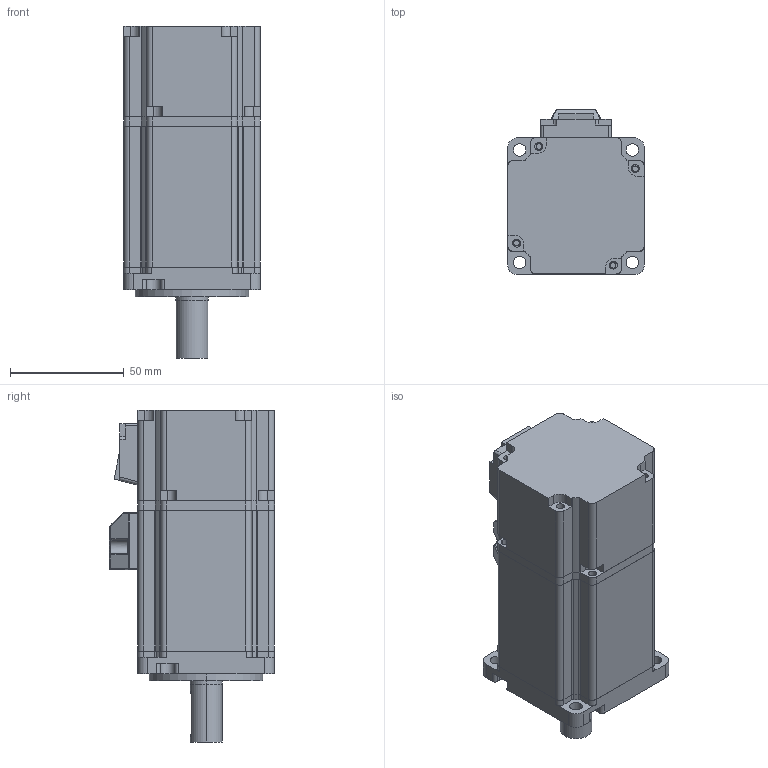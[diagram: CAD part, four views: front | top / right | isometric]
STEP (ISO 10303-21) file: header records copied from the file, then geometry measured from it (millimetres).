
FILE_DESCRIPTION (( 'STEP AP203' ), '1' );
FILE_NAME ('60 C200W装配.STEP', '2018-10-19T09:02:31', ( '微软用户' ), ( '微软中国' ), 'SwSTEP 2.0', 'SolidWorks 2016', '' );
FILE_SCHEMA (( 'CONFIG_CONTROL_DESIGN' ));
Length unit declared in the file: millimetre
Products named in the file (8): 60 C200W蚾饜; 60 C 200W 湮晤鎢ん粣; 60C200W儂褲; 60ヶ裔; 60綴裔; 60綴欶; 晤鎢ん盄揤啣; 雄薯盄揤啣
Assembly tree (7 placements, depth 2):
  60 C200W蚾饜
    60 C 200W 湮晤鎢ん粣
    60C200W儂褲
    60ヶ裔
    60綴裔
    60綴欶
    晤鎢ん盄揤啣
    雄薯盄揤啣
Bounding box: 60.2 x 72.6 x 146 mm (x, y, z)
Volume: 156399.2 mm3; surface area: 89379.8 mm2
Topology: 7 solids, 7 shells, 496 faces, 1301 edges, 843 vertices
Faces by surface type: cylinder 284, plane 172, cone 18, sphere 12, torus 8, bspline 2
Entity records: 16909 total; most frequent: CARTESIAN_POINT 3277, DIRECTION 2811, ORIENTED_EDGE 2586, EDGE_CURVE 1293, AXIS2_PLACEMENT_3D 1071, VERTEX_POINT 843, VECTOR 669, LINE 669
